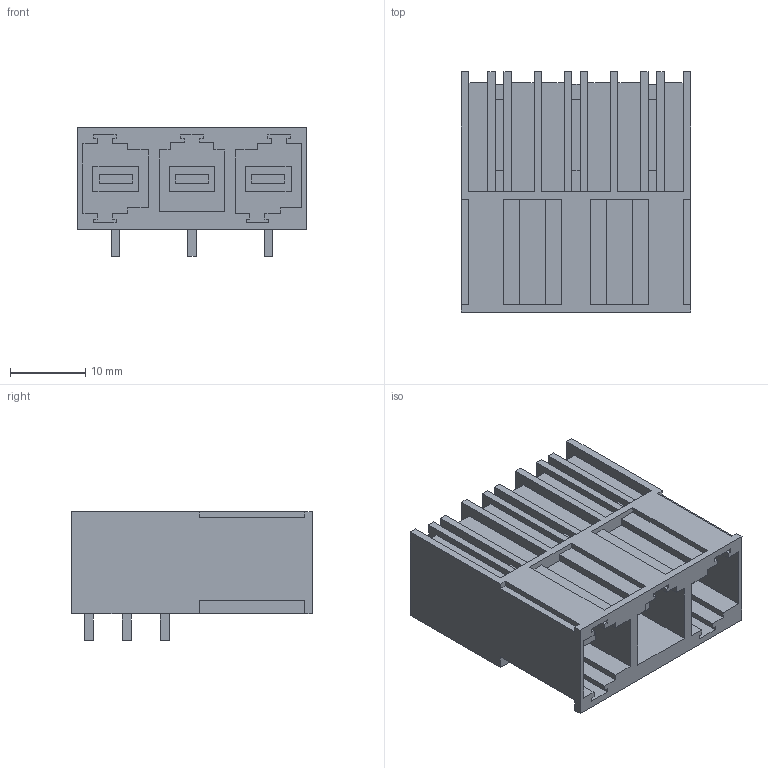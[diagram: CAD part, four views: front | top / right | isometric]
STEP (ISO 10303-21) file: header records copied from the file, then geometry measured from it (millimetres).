
FILE_DESCRIPTION(('CATIA V5 STEP Exchange','CAx-IF Rec.Pracs.--- Model Styling and Organization---1.2---2011-12-15'),'2;1');
FILE_NAME ('D1456653_0_1813340000_1813340000.stp','2018-03-08T11:22:47+00:00',('none'),('Weidmueller'),'CATIA Version 5-6 Release 2014','CATIA V5 STEP AP214','none');
FILE_SCHEMA(('AUTOMOTIVE_DESIGN { 1 0 10303 214 1 1 1 1 }'));
Length unit declared in the file: millimetre
Products named in the file (1): 1813340000
Bounding box: 30.48 x 32 x 17.1 mm (x, y, z)
Volume: 7375.7 mm3; surface area: 9622.7 mm2
Topology: 4 solids, 4 shells, 347 faces, 1020 edges, 688 vertices
Faces by surface type: plane 339, cylinder 8
Entity records: 11183 total; most frequent: ORIENTED_EDGE 2040, CARTESIAN_POINT 2009, DIRECTION 1504, EDGE_CURVE 1020, VECTOR 996, LINE 996, VERTEX_POINT 688, EDGE_LOOP 364
